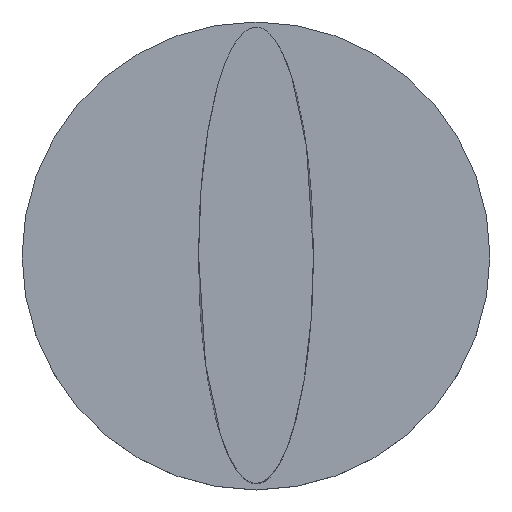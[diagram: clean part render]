
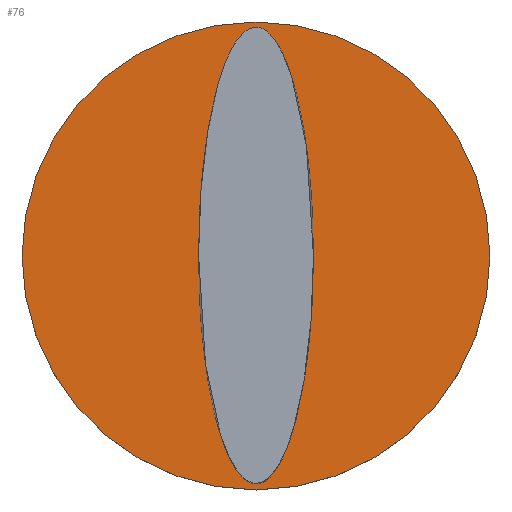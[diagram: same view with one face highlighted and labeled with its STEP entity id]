
A CAD part, top view. The second image highlights one B-rep face of the part: STEP entity #76.
In plain terms, the highlighted planar face has unit normal (0, 0, 1).
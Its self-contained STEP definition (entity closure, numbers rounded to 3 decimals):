
#76=ADVANCED_FACE('',(#95),#96,.T.);
#95=FACE_OUTER_BOUND('',#122,.T.);
#96=PLANE('',#123);
#122=EDGE_LOOP('',(#718,#719));
#123=AXIS2_PLACEMENT_3D('',#720,#721,#722);
#718=ORIENTED_EDGE('',*,*,#765,.T.);
#719=ORIENTED_EDGE('',*,*,#766,.T.);
#720=CARTESIAN_POINT('',(0.0,0.0,133.5));
#721=DIRECTION('',(0.0,0.0,1.0));
#722=DIRECTION('',(1.0,0.0,0.0));
#765=EDGE_CURVE('',#783,#787,#789,.T.);
#766=EDGE_CURVE('',#787,#783,#790,.T.);
#783=VERTEX_POINT('',#813);
#787=VERTEX_POINT('',#818);
#789=CIRCLE('',#821,78.0);
#790=CIRCLE('',#822,78.0);
#813=CARTESIAN_POINT('',(78.0,0.0,133.5));
#818=CARTESIAN_POINT('',(-78.0,0.,133.5));
#821=AXIS2_PLACEMENT_3D('',#857,#858,#859);
#822=AXIS2_PLACEMENT_3D('',#860,#861,#862);
#857=CARTESIAN_POINT('',(0.0,0.0,133.5));
#858=DIRECTION('',(0.0,0.0,1.0));
#859=DIRECTION('',(1.0,0.0,0.0));
#860=CARTESIAN_POINT('',(0.0,0.0,133.5));
#861=DIRECTION('',(0.0,0.0,1.0));
#862=DIRECTION('',(1.0,0.0,0.0));
